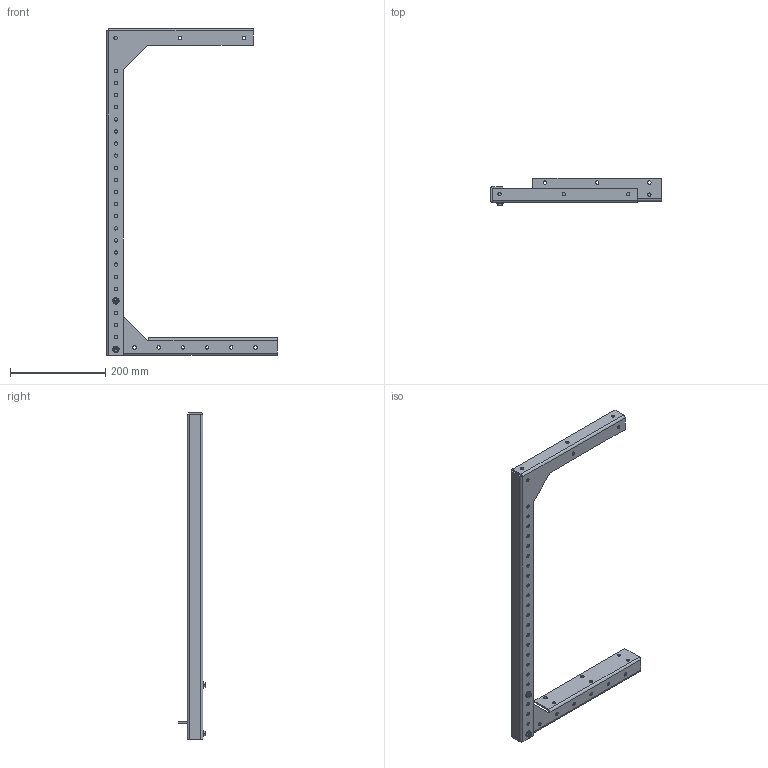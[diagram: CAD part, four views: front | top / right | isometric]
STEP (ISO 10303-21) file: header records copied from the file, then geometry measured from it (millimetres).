
FILE_DESCRIPTION (( 'STEP AP203' ), '1' );
FILE_NAME ('CWHD10.step', '2024-04-25T14:57:12', ( '' ), ( '' ), 'SwSTEP 2.0', 'SolidWorks 2023', '' );
FILE_SCHEMA (( 'CONFIG_CONTROL_DESIGN' ));
Length unit declared in the file: inch
Products named in the file (1): CWHD10
Bounding box: 358.77 x 57.19 x 685.8 mm (x, y, z)
Volume: 361883.3 mm3; surface area: 242228.1 mm2
Topology: 6 solids, 6 shells, 236 faces, 632 edges, 414 vertices
Faces by surface type: cylinder 116, plane 100, bspline 20
Entity records: 8179 total; most frequent: CARTESIAN_POINT 1999, ORIENTED_EDGE 1264, DIRECTION 1234, EDGE_CURVE 632, AXIS2_PLACEMENT_3D 441, VERTEX_POINT 414, VECTOR 352, LINE 352
